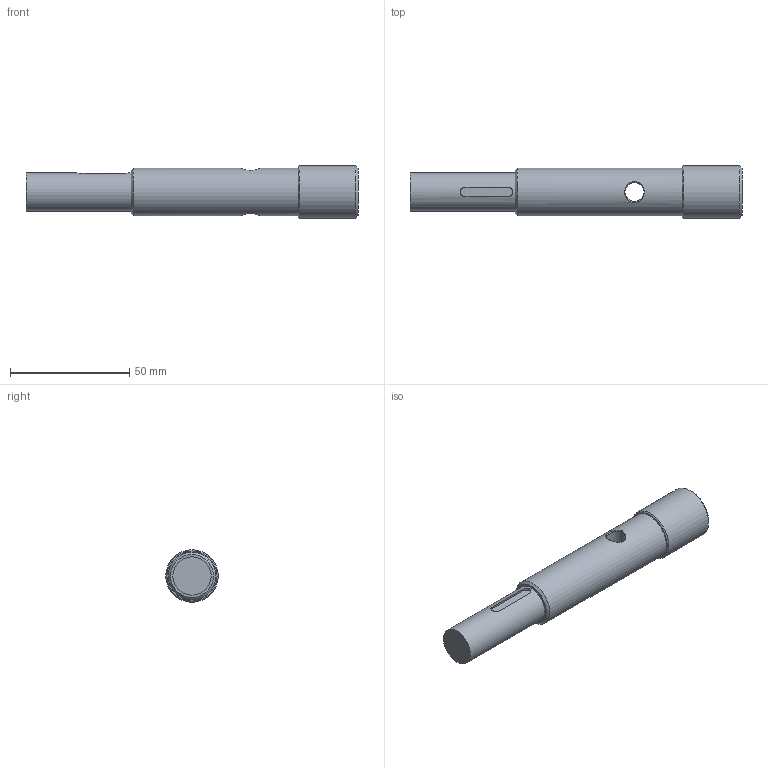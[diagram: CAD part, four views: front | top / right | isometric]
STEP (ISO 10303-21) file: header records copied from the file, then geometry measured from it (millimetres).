
FILE_DESCRIPTION (( 'STEP AP214' ), '1' );
FILE_NAME ('Part5.STEP', '2025-08-08T14:54:02', ( '' ), ( '' ), 'SwSTEP 2.0', 'SolidWorks 2025', '' );
FILE_SCHEMA (( 'AUTOMOTIVE_DESIGN' ));
Length unit declared in the file: millimetre
Products named in the file (1): Part5
Bounding box: 139 x 22 x 22 mm (x, y, z)
Volume: 38820.7 mm3; surface area: 9687 mm2
Topology: 1 solids, 1 shells, 20 faces, 45 edges, 29 vertices
Faces by surface type: plane 8, cylinder 7, cone 3, bspline 2
Full cylindrical faces by diameter (mm): 8 x2, 16 x1, 20 x1, 22 x1
Entity records: 3741 total; most frequent: CARTESIAN_POINT 3359, DIRECTION 72, ORIENTED_EDGE 54, EDGE_LOOP 36, AXIS2_PLACEMENT_3D 32, EDGE_CURVE 27, FACE_OUTER_BOUND 27, VERTEX_POINT 23
